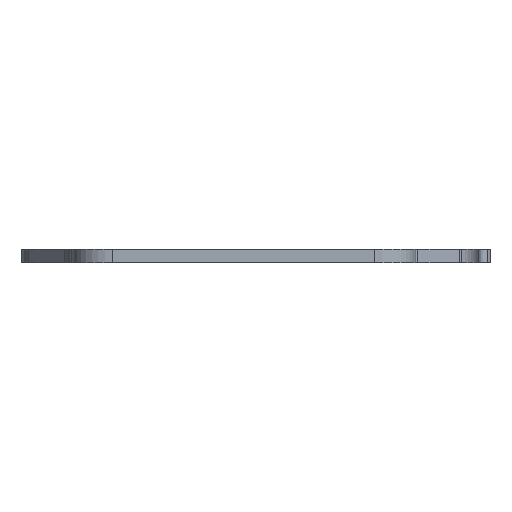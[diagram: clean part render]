
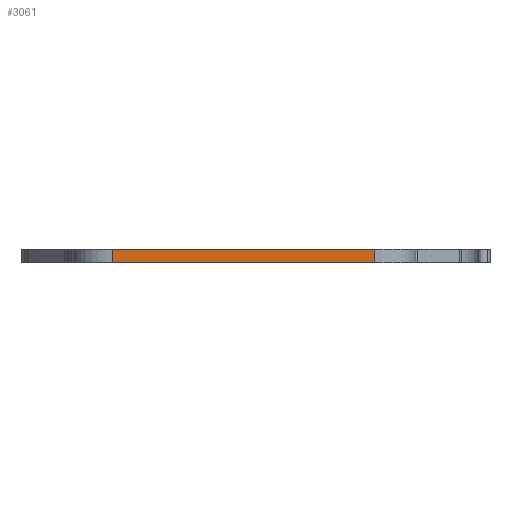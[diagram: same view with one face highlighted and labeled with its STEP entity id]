
A CAD part, left-side view. The second image highlights one B-rep face of the part: STEP entity #3061.
In plain terms, the highlighted planar face has unit normal (-1, 0, 0).
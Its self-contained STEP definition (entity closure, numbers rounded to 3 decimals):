
#22 = EDGE_CURVE ( 'NONE', #2370, #824, #2605, .T. ) ;
#122 = CARTESIAN_POINT ( 'NONE',  ( -53.488, -22.13, 2. ) ) ;
#194 = VERTEX_POINT ( 'NONE', #1446 ) ;
#264 = CARTESIAN_POINT ( 'NONE',  ( -53.488, 16.194, 2. ) ) ;
#290 = ORIENTED_EDGE ( 'NONE', *, *, #22, .T. ) ;
#399 = LINE ( 'NONE', #836, #3322 ) ;
#509 = EDGE_CURVE ( 'NONE', #2370, #2162, #399, .T. ) ;
#655 = LINE ( 'NONE', #1936, #2461 ) ;
#747 = EDGE_LOOP ( 'NONE', ( #1667, #2195, #2554, #290 ) ) ;
#824 = VERTEX_POINT ( 'NONE', #1307 ) ;
#836 = CARTESIAN_POINT ( 'NONE',  ( -53.488, -22.13, 2. ) ) ;
#928 = EDGE_CURVE ( 'NONE', #824, #194, #2039, .T. ) ;
#1302 = DIRECTION ( 'NONE',  ( 0., 0., -1. ) ) ;
#1307 = CARTESIAN_POINT ( 'NONE',  ( -53.488, 16.194, 0. ) ) ;
#1434 = EDGE_CURVE ( 'NONE', #2162, #194, #655, .T. ) ;
#1446 = CARTESIAN_POINT ( 'NONE',  ( -53.488, -22.13, 0. ) ) ;
#1452 = DIRECTION ( 'NONE',  ( 1., 0., 0. ) ) ;
#1622 = DIRECTION ( 'NONE',  ( 0., -1., 0. ) ) ;
#1667 = ORIENTED_EDGE ( 'NONE', *, *, #928, .T. ) ;
#1732 = FACE_OUTER_BOUND ( 'NONE', #747, .T. ) ;
#1817 = DIRECTION ( 'NONE',  ( 0., -1., 0. ) ) ;
#1886 = CARTESIAN_POINT ( 'NONE',  ( -53.488, -22.13, 2. ) ) ;
#1936 = CARTESIAN_POINT ( 'NONE',  ( -53.488, -22.13, 2. ) ) ;
#2039 = LINE ( 'NONE', #2234, #3152 ) ;
#2162 = VERTEX_POINT ( 'NONE', #1886 ) ;
#2195 = ORIENTED_EDGE ( 'NONE', *, *, #1434, .F. ) ;
#2234 = CARTESIAN_POINT ( 'NONE',  ( -53.488, -22.13, 0. ) ) ;
#2244 = CARTESIAN_POINT ( 'NONE',  ( -53.488, 16.194, 2. ) ) ;
#2370 = VERTEX_POINT ( 'NONE', #2244 ) ;
#2461 = VECTOR ( 'NONE', #2979, 1000. ) ;
#2554 = ORIENTED_EDGE ( 'NONE', *, *, #509, .F. ) ;
#2581 = AXIS2_PLACEMENT_3D ( 'NONE', #122, #1452, #3019 ) ;
#2605 = LINE ( 'NONE', #264, #3375 ) ;
#2778 = PLANE ( 'NONE',  #2581 ) ;
#2979 = DIRECTION ( 'NONE',  ( 0., 0., -1. ) ) ;
#3019 = DIRECTION ( 'NONE',  ( 0., 0., -1. ) ) ;
#3061 = ADVANCED_FACE ( 'NONE', ( #1732 ), #2778, .F. ) ;
#3152 = VECTOR ( 'NONE', #1817, 1000. ) ;
#3322 = VECTOR ( 'NONE', #1622, 1000. ) ;
#3375 = VECTOR ( 'NONE', #1302, 1000. ) ;
